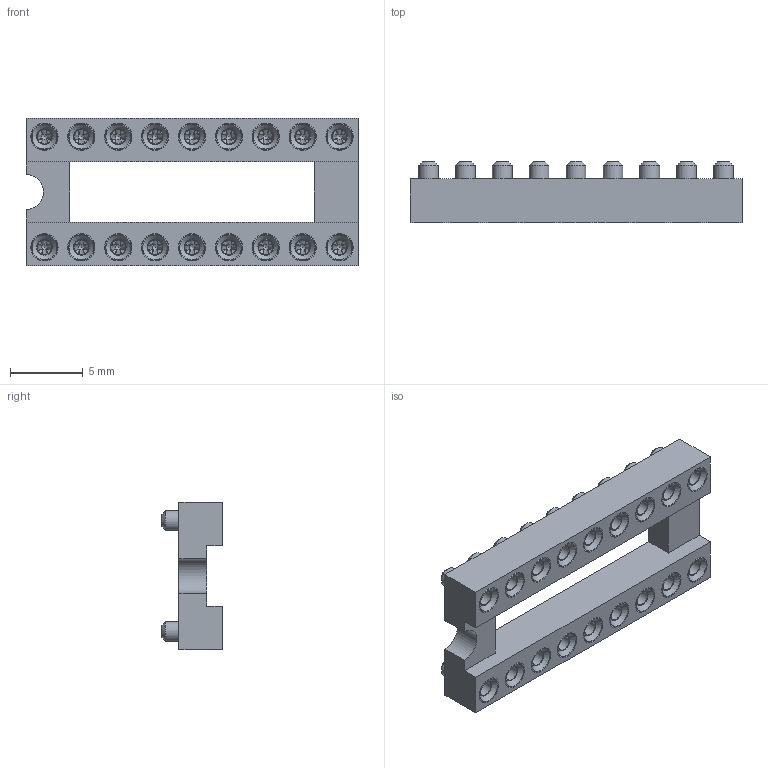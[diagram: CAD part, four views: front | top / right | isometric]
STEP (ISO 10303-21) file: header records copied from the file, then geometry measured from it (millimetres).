
FILE_DESCRIPTION( ('This file contains a STEP AP42 implementation' ,'as created by ZW3D STEP Interface translator.') ,'2;1' );
FILE_NAME( '7110-30118MXX042X1.stp' ,'231219. 939 7', (''), ('ZWCAD Software Co.'), 'Version 1.0', 'ZW3D to STEP translator', '' );
FILE_SCHEMA(('AUTOMOTIVE_DESIGN { 1 0 10303 214 1 1 1 1 }'));
Length unit declared in the file: millimetre
Products named in the file (2): 0; 7110-30118MS0042R1
Bounding box: 22.86 x 4.2 x 10.16 mm (x, y, z)
Volume: 405.8 mm3; surface area: 1557.2 mm2
Topology: 1 solids, 1 shells, 1023 faces, 2526 edges, 1612 vertices
Faces by surface type: plane 410, cylinder 217, cone 216, bspline 180
Full cylindrical faces by diameter (mm): 1.09 x18, 1.35 x36, 1.465 x36, 1.8 x36, 1.88 x18
Entity records: 42575 total; most frequent: CARTESIAN_POINT 21110, ORIENTED_EDGE 5160, DIRECTION 2884, EDGE_CURVE 2508, B_SPLINE_CURVE_WITH_KNOTS 1782, VERTEX_POINT 1612, AXIS2_PLACEMENT_3D 1314, EDGE_LOOP 1150
